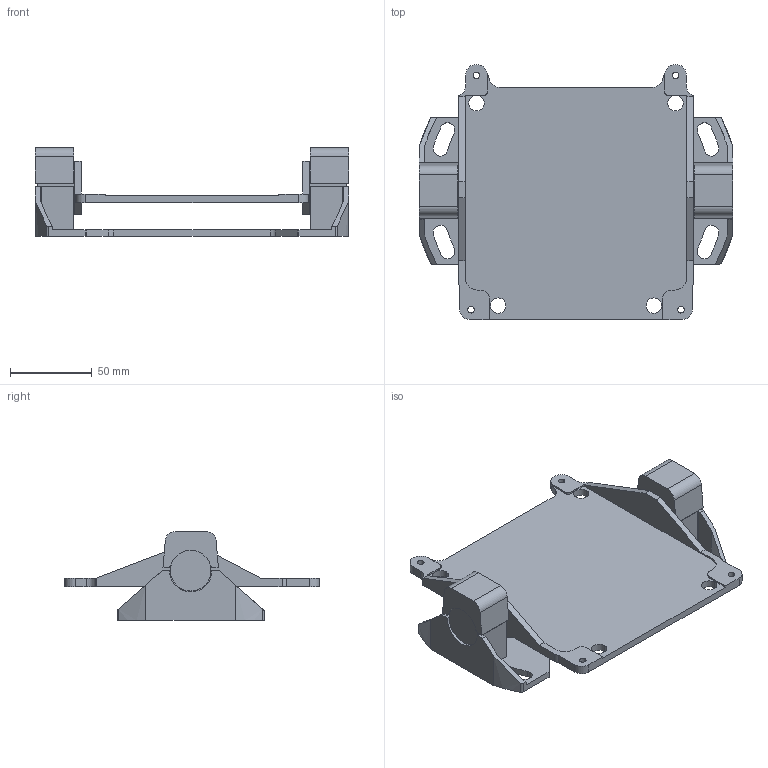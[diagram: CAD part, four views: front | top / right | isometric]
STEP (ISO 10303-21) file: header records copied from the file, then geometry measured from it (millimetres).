
FILE_DESCRIPTION((''),'2;1');
FILE_NAME('151321_SW','2011-05-10T',('banengservice'),('BANNER ENGINEERING'),'PRO/ENGINEER BY PARAMETRIC TECHNOLOGY CORPORATION, 2009141','PRO/ENGINEER BY PARAMETRIC TECHNOLOGY CORPORATION, 2009141','');
FILE_SCHEMA(('CONFIG_CONTROL_DESIGN'));
Length unit declared in the file: inch
Products named in the file (1): 151321_SW
Bounding box: 192 x 156.45 x 54.5 mm (x, y, z)
Volume: 233364 mm3; surface area: 96295.9 mm2
Topology: 2 solids, 2 shells, 186 faces, 544 edges, 362 vertices
Faces by surface type: cylinder 94, plane 92
Entity records: 6313 total; most frequent: CARTESIAN_POINT 1123, DIRECTION 1092, ORIENTED_EDGE 1088, EDGE_CURVE 544, AXIS2_PLACEMENT_3D 374, VERTEX_POINT 362, VECTOR 344, LINE 344
